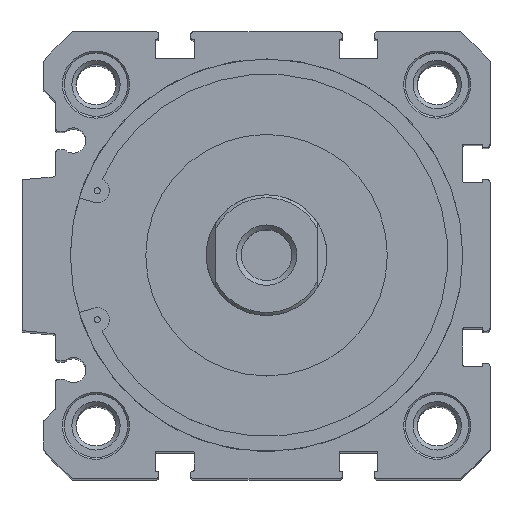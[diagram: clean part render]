
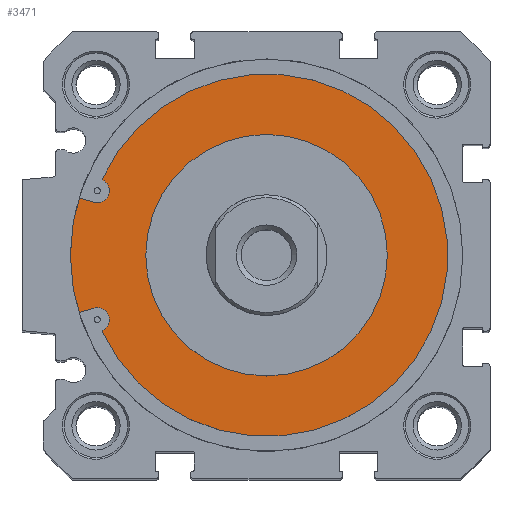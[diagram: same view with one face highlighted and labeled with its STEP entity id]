
A CAD part, top view. The second image highlights one B-rep face of the part: STEP entity #3471.
In plain terms, the highlighted planar face has unit normal (0, 0, 1).
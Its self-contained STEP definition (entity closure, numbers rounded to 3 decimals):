
#50=PLANE('',#3772);
#148=FACE_BOUND('',#1010,.T.);
#284=LINE('',#5585,#570);
#285=LINE('',#5590,#571);
#570=VECTOR('',#4376,2.433);
#571=VECTOR('',#4381,2.366);
#789=FACE_OUTER_BOUND('',#1009,.T.);
#1009=EDGE_LOOP('',(#2522,#2523,#2524,#2525,#2526,#2527,#2528,#2529,#2530,
#2531));
#1010=EDGE_LOOP('',(#2532));
#1274=CIRCLE('',#3680,32.5);
#1358=CIRCLE('',#3773,0.2);
#1359=CIRCLE('',#3774,0.2);
#1360=CIRCLE('',#3775,2.);
#1361=CIRCLE('',#3776,0.1);
#1362=CIRCLE('',#3777,30.);
#1363=CIRCLE('',#3778,0.1);
#1364=CIRCLE('',#3779,2.001);
#1365=CIRCLE('',#3780,20.);
#1489=VERTEX_POINT('',#5257);
#1491=VERTEX_POINT('',#5261);
#1645=VERTEX_POINT('',#5583);
#1646=VERTEX_POINT('',#5584);
#1647=VERTEX_POINT('',#5587);
#1648=VERTEX_POINT('',#5589);
#1649=VERTEX_POINT('',#5591);
#1650=VERTEX_POINT('',#5593);
#1651=VERTEX_POINT('',#5595);
#1652=VERTEX_POINT('',#5597);
#1653=VERTEX_POINT('',#5600);
#1850=EDGE_CURVE('',#1489,#1491,#1274,.T.);
#2008=EDGE_CURVE('',#1645,#1646,#284,.T.);
#2009=EDGE_CURVE('',#1489,#1645,#1358,.T.);
#2010=EDGE_CURVE('',#1647,#1491,#1359,.T.);
#2011=EDGE_CURVE('',#1648,#1647,#285,.T.);
#2012=EDGE_CURVE('',#1649,#1648,#1360,.T.);
#2013=EDGE_CURVE('',#1649,#1650,#1361,.T.);
#2014=EDGE_CURVE('',#1650,#1651,#1362,.T.);
#2015=EDGE_CURVE('',#1651,#1652,#1363,.T.);
#2016=EDGE_CURVE('',#1646,#1652,#1364,.T.);
#2017=EDGE_CURVE('',#1653,#1653,#1365,.T.);
#2522=ORIENTED_EDGE('',*,*,#2008,.F.);
#2523=ORIENTED_EDGE('',*,*,#2009,.F.);
#2524=ORIENTED_EDGE('',*,*,#1850,.T.);
#2525=ORIENTED_EDGE('',*,*,#2010,.F.);
#2526=ORIENTED_EDGE('',*,*,#2011,.F.);
#2527=ORIENTED_EDGE('',*,*,#2012,.F.);
#2528=ORIENTED_EDGE('',*,*,#2013,.T.);
#2529=ORIENTED_EDGE('',*,*,#2014,.T.);
#2530=ORIENTED_EDGE('',*,*,#2015,.T.);
#2531=ORIENTED_EDGE('',*,*,#2016,.F.);
#2532=ORIENTED_EDGE('',*,*,#2017,.F.);
#3471=ADVANCED_FACE('',(#789,#148),#50,.T.);
#3680=AXIS2_PLACEMENT_3D('',#5263,#4116,#4117);
#3772=AXIS2_PLACEMENT_3D('',#5582,#4374,#4375);
#3773=AXIS2_PLACEMENT_3D('',#5586,#4377,#4378);
#3774=AXIS2_PLACEMENT_3D('',#5588,#4379,#4380);
#3775=AXIS2_PLACEMENT_3D('',#5592,#4382,#4383);
#3776=AXIS2_PLACEMENT_3D('',#5594,#4384,#4385);
#3777=AXIS2_PLACEMENT_3D('',#5596,#4386,#4387);
#3778=AXIS2_PLACEMENT_3D('',#5598,#4388,#4389);
#3779=AXIS2_PLACEMENT_3D('',#5599,#4390,#4391);
#3780=AXIS2_PLACEMENT_3D('',#5601,#4392,#4393);
#4116=DIRECTION('center_axis',(0.,0.,1.));
#4117=DIRECTION('ref_axis',(1.,0.,0.));
#4374=DIRECTION('center_axis',(0.,0.,1.));
#4375=DIRECTION('ref_axis',(1.,0.,0.));
#4376=DIRECTION('',(0.956,-0.292,0.));
#4377=DIRECTION('center_axis',(0.,0.,1.));
#4378=DIRECTION('ref_axis',(1.,0.,0.));
#4379=DIRECTION('center_axis',(0.,0.,1.));
#4380=DIRECTION('ref_axis',(1.,0.,0.));
#4381=DIRECTION('',(-0.956,-0.292,0.));
#4382=DIRECTION('center_axis',(0.,0.,1.));
#4383=DIRECTION('ref_axis',(1.,0.,0.));
#4384=DIRECTION('center_axis',(0.,0.,1.));
#4385=DIRECTION('ref_axis',(1.,0.,0.));
#4386=DIRECTION('center_axis',(0.,0.,1.));
#4387=DIRECTION('ref_axis',(1.,0.,0.));
#4388=DIRECTION('center_axis',(0.,0.,1.));
#4389=DIRECTION('ref_axis',(1.,0.,0.));
#4390=DIRECTION('center_axis',(0.,0.,1.));
#4391=DIRECTION('ref_axis',(1.,0.,0.));
#4392=DIRECTION('center_axis',(0.,0.,1.));
#4393=DIRECTION('ref_axis',(1.,0.,0.));
#5257=CARTESIAN_POINT('',(-31.02,9.694,-1.5));
#5261=CARTESIAN_POINT('',(-31.02,-9.694,-1.5));
#5263=CARTESIAN_POINT('Origin',(0.,0.,-1.5));
#5582=CARTESIAN_POINT('Origin',(0.,0.,-1.5));
#5583=CARTESIAN_POINT('',(-30.888,9.443,-1.5));
#5584=CARTESIAN_POINT('',(-28.561,8.732,-1.5));
#5585=CARTESIAN_POINT('',(-30.888,9.443,-1.5));
#5586=CARTESIAN_POINT('Origin',(-30.83,9.635,-1.5));
#5587=CARTESIAN_POINT('',(-30.888,-9.443,-1.5));
#5588=CARTESIAN_POINT('Origin',(-30.83,-9.635,-1.5));
#5589=CARTESIAN_POINT('',(-28.625,-8.752,-1.5));
#5590=CARTESIAN_POINT('',(-28.625,-8.752,-1.5));
#5591=CARTESIAN_POINT('',(-27.178,-12.469,-1.5));
#5592=CARTESIAN_POINT('Origin',(-28.041,-10.664,-1.5));
#5593=CARTESIAN_POINT('',(-27.225,-12.601,-1.5));
#5594=CARTESIAN_POINT('Origin',(-27.135,-12.559,-1.5));
#5595=CARTESIAN_POINT('',(-27.225,12.602,-1.5));
#5596=CARTESIAN_POINT('Origin',(0.,0.,-1.5));
#5597=CARTESIAN_POINT('',(-27.177,12.47,-1.5));
#5598=CARTESIAN_POINT('Origin',(-27.134,12.56,-1.5));
#5599=CARTESIAN_POINT('Origin',(-28.041,10.664,-1.5));
#5600=CARTESIAN_POINT('',(20.,0.,-1.5));
#5601=CARTESIAN_POINT('Origin',(0.,0.,-1.5));
